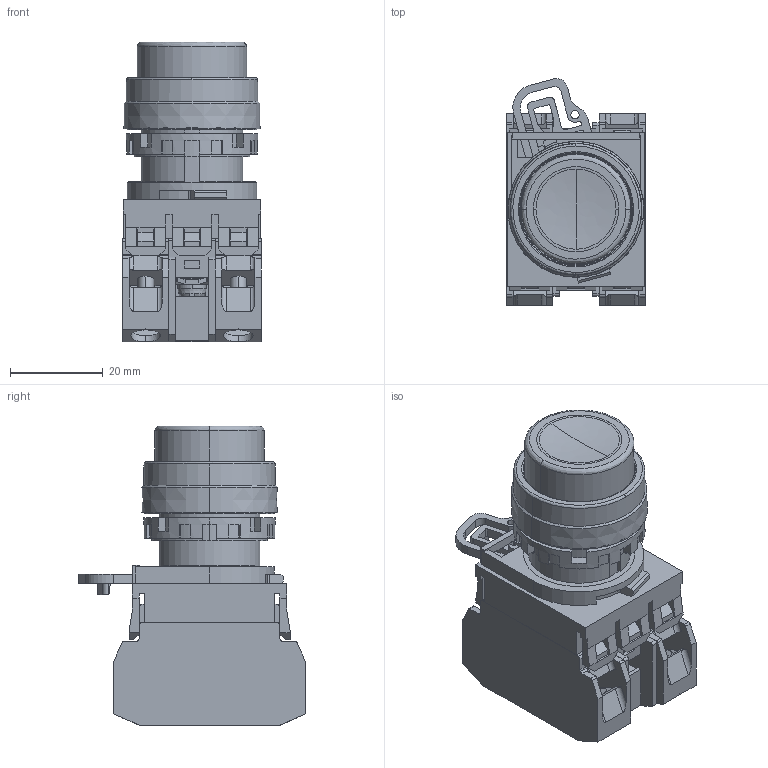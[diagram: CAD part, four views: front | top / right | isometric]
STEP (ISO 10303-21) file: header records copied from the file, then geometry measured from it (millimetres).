
FILE_DESCRIPTION (( 'STEP AP214' ), '1' );
FILE_NAME ('12_YW4L-[M][A]2ExxQ#$.STEP', '2020-11-10T00:23:21', ( 'IDEC' ), ( 'IDEC' ), 'SwSTEP 2.0', 'SolidWorks 2019', '' );
FILE_SCHEMA (( 'AUTOMOTIVE_DESIGN' ));
Length unit declared in the file: millimetre
Products named in the file (6): YW-DE; YW-Exx(R); 12_YW4L-[M][A]2ExxQ#$; YW4B-#2-BODY; FW-LOCK-NUT; YW-CN(-N)
Assembly tree (6 placements, depth 2):
  12_YW4L-[M][A]2ExxQ#$
    YW4B-#2-BODY
    YW-CN(-N)
    YW-Exx(R)  x2
    FW-LOCK-NUT
    YW-DE
Bounding box: 30 x 48.98 x 64.8 mm (x, y, z)
Volume: 49461.2 mm3; surface area: 24511 mm2
Topology: 6 solids, 7 shells, 1052 faces, 2941 edges, 1897 vertices
Faces by surface type: plane 697, cylinder 264, cone 45, bspline 44, torus 2
Entity records: 29069 total; most frequent: CARTESIAN_POINT 5671, ORIENTED_EDGE 4694, DIRECTION 4358, EDGE_CURVE 2347, LINE 1706, VECTOR 1706, VERTEX_POINT 1511, AXIS2_PLACEMENT_3D 1326
